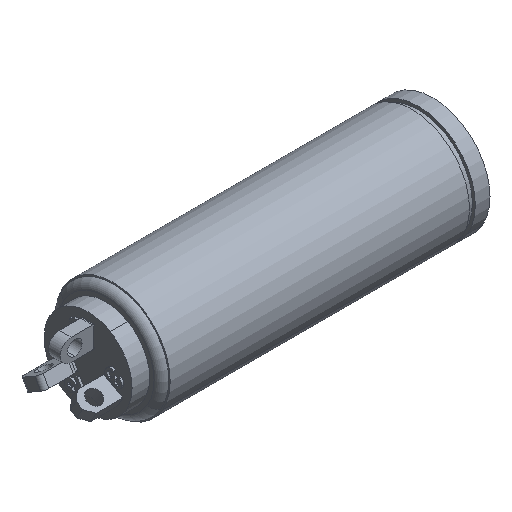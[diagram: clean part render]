
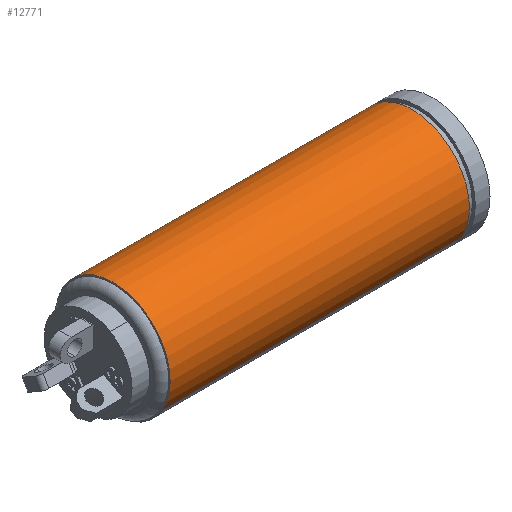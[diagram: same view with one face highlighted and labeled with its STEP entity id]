
A CAD part, isometric view. The second image highlights one B-rep face of the part: STEP entity #12771.
In plain terms, the highlighted cylindrical face has radius 3.9 mm (diameter 7.8 mm), a partial arc.
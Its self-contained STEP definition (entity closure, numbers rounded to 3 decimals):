
#136 = EDGE_LOOP ( 'NONE', ( #11118, #5291, #7980, #8510 ) ) ;
#474 = DIRECTION ( 'NONE',  ( 0., -1., 0. ) ) ;
#1005 = VERTEX_POINT ( 'NONE', #4586 ) ;
#1055 = DIRECTION ( 'NONE',  ( 0., -1., 0. ) ) ;
#1499 = AXIS2_PLACEMENT_3D ( 'NONE', #7492, #1055, #8574 ) ;
#1712 = CARTESIAN_POINT ( 'NONE',  ( 0., 12.923, 3.9 ) ) ;
#2322 = DIRECTION ( 'NONE',  ( 0., 0., -1. ) ) ;
#3260 = EDGE_CURVE ( 'NONE', #8375, #7527, #11392, .T. ) ;
#3400 = DIRECTION ( 'NONE',  ( 0., -1., 0. ) ) ;
#4586 = CARTESIAN_POINT ( 'NONE',  ( 0., -8.877, -3.9 ) ) ;
#4801 = FACE_OUTER_BOUND ( 'NONE', #136, .T. ) ;
#5291 = ORIENTED_EDGE ( 'NONE', *, *, #13323, .T. ) ;
#6336 = CARTESIAN_POINT ( 'NONE',  ( 0., -8.877, 3.9 ) ) ;
#6621 = DIRECTION ( 'NONE',  ( 0., -1., 0. ) ) ;
#6902 = CARTESIAN_POINT ( 'NONE',  ( 0., -8.877, 0. ) ) ;
#7047 = AXIS2_PLACEMENT_3D ( 'NONE', #9836, #3400, #2322 ) ;
#7226 = CIRCLE ( 'NONE', #10330, 3.9 ) ;
#7308 = VECTOR ( 'NONE', #6621, 1000. ) ;
#7492 = CARTESIAN_POINT ( 'NONE',  ( 0., 11.523, 0. ) ) ;
#7527 = VERTEX_POINT ( 'NONE', #6336 ) ;
#7967 = DIRECTION ( 'NONE',  ( 0., 0., -1. ) ) ;
#7980 = ORIENTED_EDGE ( 'NONE', *, *, #12794, .T. ) ;
#7997 = LINE ( 'NONE', #13069, #7308 ) ;
#8375 = VERTEX_POINT ( 'NONE', #11237 ) ;
#8510 = ORIENTED_EDGE ( 'NONE', *, *, #8913, .F. ) ;
#8574 = DIRECTION ( 'NONE',  ( 0., 0., -1. ) ) ;
#8913 = EDGE_CURVE ( 'NONE', #7527, #1005, #7226, .T. ) ;
#8938 = VERTEX_POINT ( 'NONE', #11170 ) ;
#9210 = DIRECTION ( 'NONE',  ( 0., -1., 0. ) ) ;
#9836 = CARTESIAN_POINT ( 'NONE',  ( 0., 12.923, 0. ) ) ;
#10187 = CYLINDRICAL_SURFACE ( 'NONE', #7047, 3.9 ) ;
#10330 = AXIS2_PLACEMENT_3D ( 'NONE', #6902, #474, #7967 ) ;
#11118 = ORIENTED_EDGE ( 'NONE', *, *, #3260, .F. ) ;
#11170 = CARTESIAN_POINT ( 'NONE',  ( 0., 11.523, -3.9 ) ) ;
#11237 = CARTESIAN_POINT ( 'NONE',  ( 0., 11.523, 3.9 ) ) ;
#11392 = LINE ( 'NONE', #1712, #11726 ) ;
#11726 = VECTOR ( 'NONE', #9210, 1000. ) ;
#12771 = ADVANCED_FACE ( 'NONE', ( #4801 ), #10187, .T. ) ;
#12794 = EDGE_CURVE ( 'NONE', #8938, #1005, #7997, .T. ) ;
#13069 = CARTESIAN_POINT ( 'NONE',  ( 0., 12.923, -3.9 ) ) ;
#13323 = EDGE_CURVE ( 'NONE', #8375, #8938, #13381, .T. ) ;
#13381 = CIRCLE ( 'NONE', #1499, 3.9 ) ;
